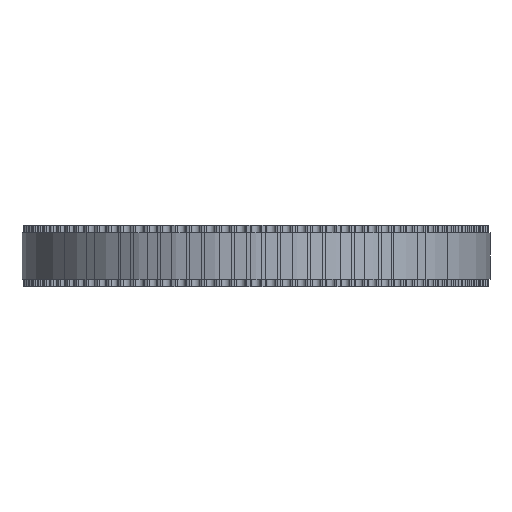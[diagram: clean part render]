
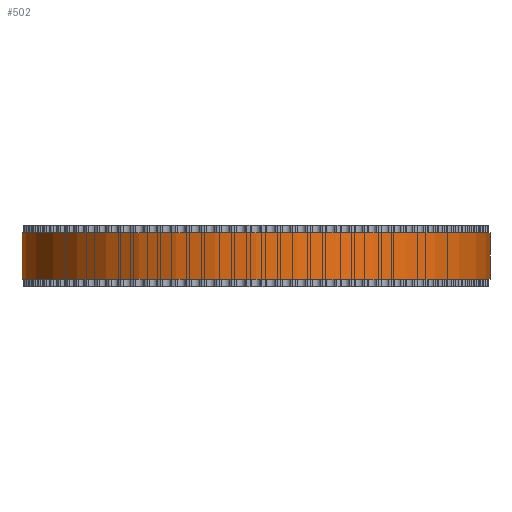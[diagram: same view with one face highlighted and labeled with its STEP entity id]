
A CAD part, front view. The second image highlights one B-rep face of the part: STEP entity #502.
In plain terms, the highlighted cylindrical face has radius 30.239 mm (diameter 60.479 mm), a full revolution.
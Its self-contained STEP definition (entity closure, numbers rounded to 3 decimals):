
#97=FACE_BOUND('',#1648,.T.);
#98=FACE_BOUND('',#1649,.T.);
#502=ADVANCED_FACE('',(#97,#98),#883,.T.);
#883=CYLINDRICAL_SURFACE('',#8503,30.239);
#1648=EDGE_LOOP('',(#4690));
#1649=EDGE_LOOP('',(#4691));
#4690=ORIENTED_EDGE('',*,*,#6594,.T.);
#4691=ORIENTED_EDGE('',*,*,#6595,.T.);
#5452=VERTEX_POINT('',#13460);
#5453=VERTEX_POINT('',#13462);
#6594=EDGE_CURVE('',#5452,#5452,#7356,.T.);
#6595=EDGE_CURVE('',#5453,#5453,#7357,.T.);
#7356=CIRCLE('',#8501,30.239);
#7357=CIRCLE('',#8502,30.239);
#8501=AXIS2_PLACEMENT_3D('',#13459,#11170,#11171);
#8502=AXIS2_PLACEMENT_3D('',#13461,#11172,#11173);
#8503=AXIS2_PLACEMENT_3D('',#13463,#11174,#11175);
#11170=DIRECTION('',(0.,0.,1.));
#11171=DIRECTION('',(1.,0.,0.));
#11172=DIRECTION('',(0.,0.,-1.));
#11173=DIRECTION('',(1.,0.,0.));
#11174=DIRECTION('',(0.,0.,1.));
#11175=DIRECTION('',(1.,0.,0.));
#13459=CARTESIAN_POINT('',(0.,0.,1.));
#13460=CARTESIAN_POINT('',(30.239,0.,1.));
#13461=CARTESIAN_POINT('',(0.,0.,7.));
#13462=CARTESIAN_POINT('',(30.239,0.,7.));
#13463=CARTESIAN_POINT('',(0.,0.,1.));
